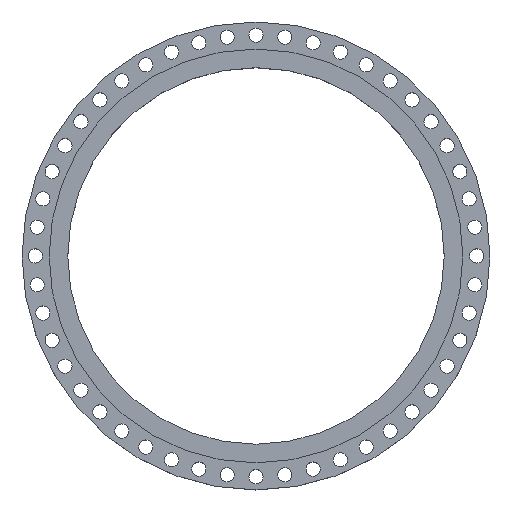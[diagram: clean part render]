
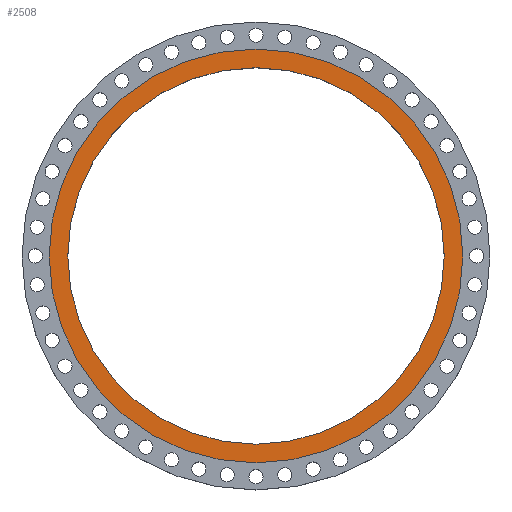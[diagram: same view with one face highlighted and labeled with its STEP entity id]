
A CAD part, top view. The second image highlights one B-rep face of the part: STEP entity #2508.
In plain terms, the highlighted planar face has unit normal (0, 0, 1).
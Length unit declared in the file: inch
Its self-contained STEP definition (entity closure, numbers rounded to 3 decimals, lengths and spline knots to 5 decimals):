
#49 = DIRECTION ( 'NONE',  ( 0., 0., 1. ) ) ;
#95 = FACE_OUTER_BOUND ( 'NONE', #449, .T. ) ;
#119 = AXIS2_PLACEMENT_3D ( 'NONE', #3137, #49, #340 ) ;
#151 = DIRECTION ( 'NONE',  ( 0., 0., -1. ) ) ;
#340 = DIRECTION ( 'NONE',  ( 1., 0., 0. ) ) ;
#428 = CARTESIAN_POINT ( 'NONE',  ( 26.5, 0., 0. ) ) ;
#449 = EDGE_LOOP ( 'NONE', ( #3756, #4006 ) ) ;
#462 = DIRECTION ( 'NONE',  ( -1., 0., 0. ) ) ;
#722 = CARTESIAN_POINT ( 'NONE',  ( 29.125, 0., 0. ) ) ;
#766 = AXIS2_PLACEMENT_3D ( 'NONE', #2285, #2847, #999 ) ;
#902 = CIRCLE ( 'NONE', #119, 29.125 ) ;
#989 = VERTEX_POINT ( 'NONE', #1987 ) ;
#999 = DIRECTION ( 'NONE',  ( 1., 0., 0. ) ) ;
#1110 = EDGE_LOOP ( 'NONE', ( #3265, #3606 ) ) ;
#1145 = AXIS2_PLACEMENT_3D ( 'NONE', #3337, #1716, #2633 ) ;
#1297 = DIRECTION ( 'NONE',  ( 0., 0., 1. ) ) ;
#1364 = PLANE ( 'NONE',  #2204 ) ;
#1605 = CIRCLE ( 'NONE', #1145, 29.125 ) ;
#1691 = CARTESIAN_POINT ( 'NONE',  ( 0., 26.5, 0. ) ) ;
#1716 = DIRECTION ( 'NONE',  ( 0., 0., 1. ) ) ;
#1879 = AXIS2_PLACEMENT_3D ( 'NONE', #1911, #1297, #2546 ) ;
#1901 = VERTEX_POINT ( 'NONE', #722 ) ;
#1911 = CARTESIAN_POINT ( 'NONE',  ( 0., 0., 0. ) ) ;
#1987 = CARTESIAN_POINT ( 'NONE',  ( -26.5, 0., 0. ) ) ;
#2015 = FACE_BOUND ( 'NONE', #1110, .T. ) ;
#2082 = CIRCLE ( 'NONE', #1879, 26.5 ) ;
#2151 = EDGE_CURVE ( 'NONE', #989, #2867, #3374, .T. ) ;
#2204 = AXIS2_PLACEMENT_3D ( 'NONE', #1691, #151, #462 ) ;
#2269 = EDGE_CURVE ( 'NONE', #2750, #1901, #1605, .T. ) ;
#2285 = CARTESIAN_POINT ( 'NONE',  ( 0., 0., 0. ) ) ;
#2508 = ADVANCED_FACE ( 'NONE', ( #2015, #95 ), #1364, .F. ) ;
#2546 = DIRECTION ( 'NONE',  ( 1., 0., 0. ) ) ;
#2633 = DIRECTION ( 'NONE',  ( 1., 0., 0. ) ) ;
#2750 = VERTEX_POINT ( 'NONE', #3748 ) ;
#2847 = DIRECTION ( 'NONE',  ( 0., 0., 1. ) ) ;
#2867 = VERTEX_POINT ( 'NONE', #428 ) ;
#3137 = CARTESIAN_POINT ( 'NONE',  ( 0., 0., 0. ) ) ;
#3265 = ORIENTED_EDGE ( 'NONE', *, *, #3436, .F. ) ;
#3337 = CARTESIAN_POINT ( 'NONE',  ( 0., 0., 0. ) ) ;
#3374 = CIRCLE ( 'NONE', #766, 26.5 ) ;
#3409 = EDGE_CURVE ( 'NONE', #1901, #2750, #902, .T. ) ;
#3436 = EDGE_CURVE ( 'NONE', #2867, #989, #2082, .T. ) ;
#3606 = ORIENTED_EDGE ( 'NONE', *, *, #2151, .F. ) ;
#3748 = CARTESIAN_POINT ( 'NONE',  ( -29.125, 0., 0. ) ) ;
#3756 = ORIENTED_EDGE ( 'NONE', *, *, #3409, .T. ) ;
#4006 = ORIENTED_EDGE ( 'NONE', *, *, #2269, .T. ) ;
